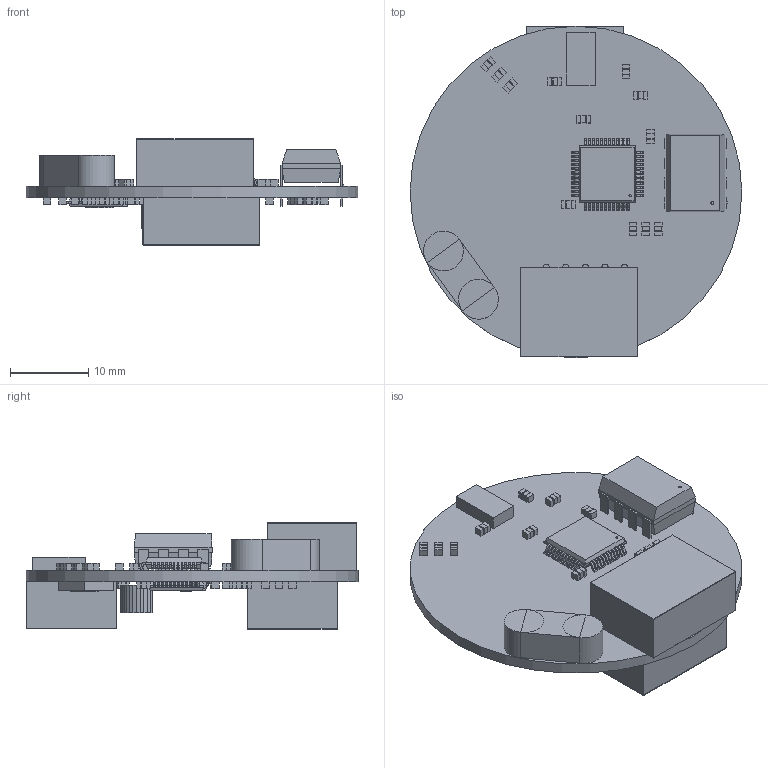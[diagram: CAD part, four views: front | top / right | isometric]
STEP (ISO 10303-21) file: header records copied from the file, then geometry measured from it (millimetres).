
FILE_DESCRIPTION(('Open CASCADE Model'),'2;1');
FILE_NAME('Open CASCADE Shape Model','2020-05-20T22:36:12',('Author'),( 'Open CASCADE'),'Open CASCADE STEP processor 6.8','Open CASCADE 6.8' ,'Unknown');
FILE_SCHEMA(('AUTOMOTIVE_DESIGN { 1 0 10303 214 1 1 1 1 }'));
Length unit declared in the file: millimetre
Products named in the file (96): PCB; Board; Open CASCADE STEP translator 6.8 1.1.1; C23; 0603; 6049705680; Extruded; C22; C21; R19; R18; Q1; 6049277216; R17; R16; Y1; 6049279376; Cylinder; 6049278976; R3; J3; 5937520752; Body; Leads; 6049278336; U3; MAX485; C1; 6049693920; C4; C3; C2; R15; R14; R13; R12; U4; 5937521712; PinsArrayL; PinsArrayR ...
Assembly tree (189 placements, depth 4):
  PCB
    Board
      Open CASCADE STEP translator 6.8 1.1.1
    C23
      0603
      6049705680
        Extruded
    C22
      0603
      6049705680
        Extruded
    C21
      0603
      6049705680
        Extruded
    R19
      0603
      6049705680
        Extruded
    R18
      0603
      6049705680
        Extruded
    Q1
      6049277216
        Extruded
    R17
      0603
      6049705680
        Extruded
    R16
      0603
      6049705680
        Extruded
    Y1
      6049279376  x2
        Cylinder
      6049278976
        Extruded
    R3
      0603
      6049705680
        Extruded
    J3
      5937520752
        Body
        Leads  x5
      6049278336
        Extruded
    U3
      MAX485
      6049705680
        Extruded
    C1
      0603
      6049693920
        Extruded
    C4
      0603
      6049705680
Bounding box: 42.35 x 42.37 x 13.62 mm (x, y, z)
Volume: 8048 mm3; surface area: 8921.9 mm2
Topology: 396 solids, 396 shells, 3421 faces, 7760 edges, 5048 vertices
Faces by surface type: plane 2956, cylinder 465
Full cylindrical faces by diameter (mm): 0.2 x1, 0.28 x1, 0.289 x1, 0.374 x1, 0.8 x50, 3.6 x1, 5.08 x2, 42.346 x1
Entity records: 69038 total; most frequent: CARTESIAN_POINT 9360, DIRECTION 9230, ORIENTED_EDGE 8874, EDGE_CURVE 4437, LINE 3594, VECTOR 3594, VERTEX_POINT 2942, AXIS2_PLACEMENT_3D 2818
